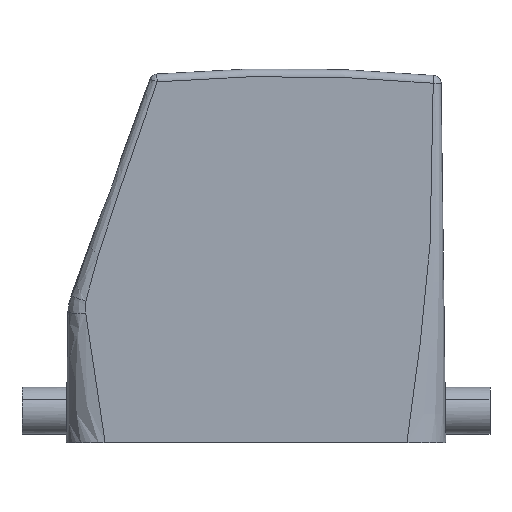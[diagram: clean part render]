
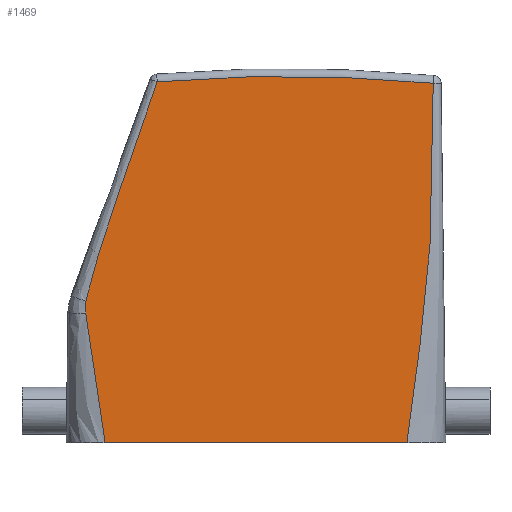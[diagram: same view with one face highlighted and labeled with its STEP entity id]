
A CAD part, left-side view. The second image highlights one B-rep face of the part: STEP entity #1469.
In plain terms, the highlighted planar face has unit normal (-1, 0, 0).
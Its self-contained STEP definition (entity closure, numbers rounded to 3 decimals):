
#1394=AXIS2_PLACEMENT_3D('Plane Axis2P3D',#1391,#1392,#1393) ;
#1458=AXIS2_PLACEMENT_3D('Circle Axis2P3D',#1456,#1457,$) ;
#451=CARTESIAN_POINT('Vertex',(0.,15.987,0.)) ;
#456=CARTESIAN_POINT('Line Origine',(0.,45.001,0.)) ;
#460=CARTESIAN_POINT('Vertex',(0.,74.015,0.)) ;
#1335=CARTESIAN_POINT('Vertex',(0.,10.921,69.176)) ;
#1339=CARTESIAN_POINT('Control Point',(0.,10.921,69.176)) ;
#1340=CARTESIAN_POINT('Control Point',(0.,10.918,66.926)) ;
#1341=CARTESIAN_POINT('Control Point',(0.,10.921,64.676)) ;
#1342=CARTESIAN_POINT('Control Point',(0.,10.932,62.426)) ;
#1343=CARTESIAN_POINT('Control Point',(0.,10.966,57.92)) ;
#1344=CARTESIAN_POINT('Control Point',(0.,11.023,53.413)) ;
#1345=CARTESIAN_POINT('Control Point',(0.,11.059,51.051)) ;
#1346=CARTESIAN_POINT('Control Point',(0.,11.165,45.68)) ;
#1347=CARTESIAN_POINT('Control Point',(0.,11.38,40.312)) ;
#1348=CARTESIAN_POINT('Control Point',(0.,11.561,37.199)) ;
#1349=CARTESIAN_POINT('Control Point',(0.,12.039,30.978)) ;
#1350=CARTESIAN_POINT('Control Point',(0.,12.712,24.767)) ;
#1351=CARTESIAN_POINT('Control Point',(0.,13.09,21.665)) ;
#1352=CARTESIAN_POINT('Control Point',(0.,13.75,16.587)) ;
#1353=CARTESIAN_POINT('Control Point',(0.,14.442,11.512)) ;
#1354=CARTESIAN_POINT('Control Point',(0.,14.713,9.533)) ;
#1355=CARTESIAN_POINT('Control Point',(0.,15.135,6.431)) ;
#1356=CARTESIAN_POINT('Control Point',(0.,15.55,3.327)) ;
#1357=CARTESIAN_POINT('Control Point',(0.,15.697,2.216)) ;
#1358=CARTESIAN_POINT('Control Point',(0.,15.842,1.109)) ;
#1359=CARTESIAN_POINT('Control Point',(0.,15.987,0.)) ;
#1391=CARTESIAN_POINT('Axis2P3D Location',(0.,6.967,-30.8)) ;
#1397=CARTESIAN_POINT('Control Point',(0.,63.985,69.452)) ;
#1398=CARTESIAN_POINT('Control Point',(0.,64.581,67.78)) ;
#1399=CARTESIAN_POINT('Control Point',(0.,65.172,66.114)) ;
#1400=CARTESIAN_POINT('Control Point',(0.,65.755,64.46)) ;
#1401=CARTESIAN_POINT('Control Point',(0.,66.477,62.402)) ;
#1402=CARTESIAN_POINT('Control Point',(0.,67.197,60.334)) ;
#1403=CARTESIAN_POINT('Control Point',(0.,67.388,59.787)) ;
#1404=CARTESIAN_POINT('Control Point',(0.,68.621,56.237)) ;
#1405=CARTESIAN_POINT('Control Point',(0.,69.843,52.685)) ;
#1406=CARTESIAN_POINT('Control Point',(0.,70.924,49.521)) ;
#1407=CARTESIAN_POINT('Control Point',(0.,72.113,46.024)) ;
#1408=CARTESIAN_POINT('Control Point',(0.,73.278,42.519)) ;
#1409=CARTESIAN_POINT('Control Point',(0.,73.367,42.25)) ;
#1410=CARTESIAN_POINT('Control Point',(0.,73.584,41.594)) ;
#1411=CARTESIAN_POINT('Control Point',(0.,73.799,40.942)) ;
#1412=CARTESIAN_POINT('Control Point',(0.,73.903,40.624)) ;
#1413=CARTESIAN_POINT('Control Point',(0.,74.204,39.702)) ;
#1414=CARTESIAN_POINT('Control Point',(0.,74.5,38.779)) ;
#1415=CARTESIAN_POINT('Control Point',(0.,74.693,38.172)) ;
#1416=CARTESIAN_POINT('Control Point',(0.,75.068,36.974)) ;
#1417=CARTESIAN_POINT('Control Point',(0.,75.433,35.774)) ;
#1418=CARTESIAN_POINT('Control Point',(0.,75.609,35.185)) ;
#1419=CARTESIAN_POINT('Control Point',(0.,76.176,33.257)) ;
#1420=CARTESIAN_POINT('Control Point',(0.,76.712,31.321)) ;
#1421=CARTESIAN_POINT('Control Point',(0.,77.069,29.97)) ;
#1422=CARTESIAN_POINT('Control Point',(0.,77.41,28.615)) ;
#1423=CARTESIAN_POINT('Control Point',(0.,77.735,27.257)) ;
#1424=CARTESIAN_POINT('Vertex',(0.,77.735,27.257)) ;
#1426=CARTESIAN_POINT('Vertex',(0.,63.985,69.452)) ;
#1430=CARTESIAN_POINT('Control Point',(0.,77.735,27.257)) ;
#1431=CARTESIAN_POINT('Control Point',(0.,77.822,26.799)) ;
#1432=CARTESIAN_POINT('Control Point',(0.,77.867,26.333)) ;
#1433=CARTESIAN_POINT('Control Point',(0.,77.87,25.865)) ;
#1434=CARTESIAN_POINT('Control Point',(0.,77.828,25.403)) ;
#1435=CARTESIAN_POINT('Control Point',(0.,77.743,24.955)) ;
#1436=CARTESIAN_POINT('Vertex',(0.,77.743,24.955)) ;
#1440=CARTESIAN_POINT('Control Point',(0.,77.743,24.955)) ;
#1441=CARTESIAN_POINT('Control Point',(0.,77.326,21.512)) ;
#1442=CARTESIAN_POINT('Control Point',(0.,76.835,18.072)) ;
#1443=CARTESIAN_POINT('Control Point',(0.,76.298,14.68)) ;
#1444=CARTESIAN_POINT('Control Point',(0.,75.662,10.725)) ;
#1445=CARTESIAN_POINT('Control Point',(0.,75.041,6.763)) ;
#1446=CARTESIAN_POINT('Control Point',(0.,74.975,6.341)) ;
#1447=CARTESIAN_POINT('Control Point',(0.,74.817,5.324)) ;
#1448=CARTESIAN_POINT('Control Point',(0.,74.662,4.312)) ;
#1449=CARTESIAN_POINT('Control Point',(0.,74.586,3.818)) ;
#1450=CARTESIAN_POINT('Control Point',(0.,74.425,2.758)) ;
#1451=CARTESIAN_POINT('Control Point',(0.,74.267,1.7)) ;
#1452=CARTESIAN_POINT('Control Point',(0.,74.182,1.135)) ;
#1453=CARTESIAN_POINT('Control Point',(0.,74.099,0.568)) ;
#1454=CARTESIAN_POINT('Control Point',(0.,74.015,0.)) ;
#1456=CARTESIAN_POINT('Axis2P3D Location',(0.,39.,-228.)) ;
#457=DIRECTION('Vector Direction',(0.,-1.,0.)) ;
#1392=DIRECTION('Axis2P3D Direction',(-1.,0.,0.)) ;
#1393=DIRECTION('Axis2P3D XDirection',(0.,-0.17,0.985)) ;
#1457=DIRECTION('Axis2P3D Direction',(-1.,0.,0.)) ;
#458=VECTOR('Line Direction',#457,1.) ;
#1462=ORIENTED_EDGE('',*,*,#1428,.F.) ;
#1463=ORIENTED_EDGE('',*,*,#1438,.F.) ;
#1464=ORIENTED_EDGE('',*,*,#1455,.F.) ;
#1465=ORIENTED_EDGE('',*,*,#462,.T.) ;
#1466=ORIENTED_EDGE('',*,*,#1360,.T.) ;
#1467=ORIENTED_EDGE('',*,*,#1460,.T.) ;
#1469=ADVANCED_FACE('Housing',(#1468),#1395,.T.) ;
#1338=B_SPLINE_CURVE_WITH_KNOTS('',5,(#1339,#1340,#1341,#1342,#1343,#1344,#1345,#1346,#1347,#1348,#1349,#1350,#1351,#1352,#1353,#1354,#1355,#1356,#1357,#1358,#1359),.UNSPECIFIED.,.F.,.U.,(6,3,3,3,3,3,6),(31.572,42.827,54.115,69.691,85.268,95.221,100.875),.UNSPECIFIED.) ;
#1396=B_SPLINE_CURVE_WITH_KNOTS('',5,(#1397,#1398,#1399,#1400,#1401,#1402,#1403,#1404,#1405,#1406,#1407,#1408,#1409,#1410,#1411,#1412,#1413,#1414,#1415,#1416,#1417,#1418,#1419,#1420,#1421,#1422,#1423),.UNSPECIFIED.,.F.,.U.,(6,3,3,3,3,3,3,3,6),(0.,12.531,15.445,39.025,41.517,43.913,48.45,52.777,62.647),.UNSPECIFIED.) ;
#1429=B_SPLINE_CURVE_WITH_KNOTS('',5,(#1430,#1431,#1432,#1433,#1434,#1435),.UNSPECIFIED.,.F.,.U.,(6,6),(0.,3.276),.UNSPECIFIED.) ;
#1439=B_SPLINE_CURVE_WITH_KNOTS('',5,(#1440,#1441,#1442,#1443,#1444,#1445,#1446,#1447,#1448,#1449,#1450,#1451,#1452,#1453,#1454),.UNSPECIFIED.,.F.,.U.,(6,3,3,3,6),(0.,24.507,28.211,31.774,35.859),.UNSPECIFIED.) ;
#1459=CIRCLE('generated circle',#1458,298.5) ;
#462=EDGE_CURVE('',#461,#452,#459,.T.) ;
#1360=EDGE_CURVE('',#452,#1336,#1338,.F.) ;
#1428=EDGE_CURVE('',#1425,#1427,#1396,.F.) ;
#1438=EDGE_CURVE('',#1437,#1425,#1429,.F.) ;
#1455=EDGE_CURVE('',#461,#1437,#1439,.F.) ;
#1460=EDGE_CURVE('',#1336,#1427,#1459,.T.) ;
#1461=EDGE_LOOP('',(#1462,#1463,#1464,#1465,#1466,#1467)) ;
#1468=FACE_OUTER_BOUND('',#1461,.T.) ;
#459=LINE('Line',#456,#458) ;
#1395=PLANE('',#1394) ;
#452=VERTEX_POINT('',#451) ;
#461=VERTEX_POINT('',#460) ;
#1336=VERTEX_POINT('',#1335) ;
#1425=VERTEX_POINT('',#1424) ;
#1427=VERTEX_POINT('',#1426) ;
#1437=VERTEX_POINT('',#1436) ;
